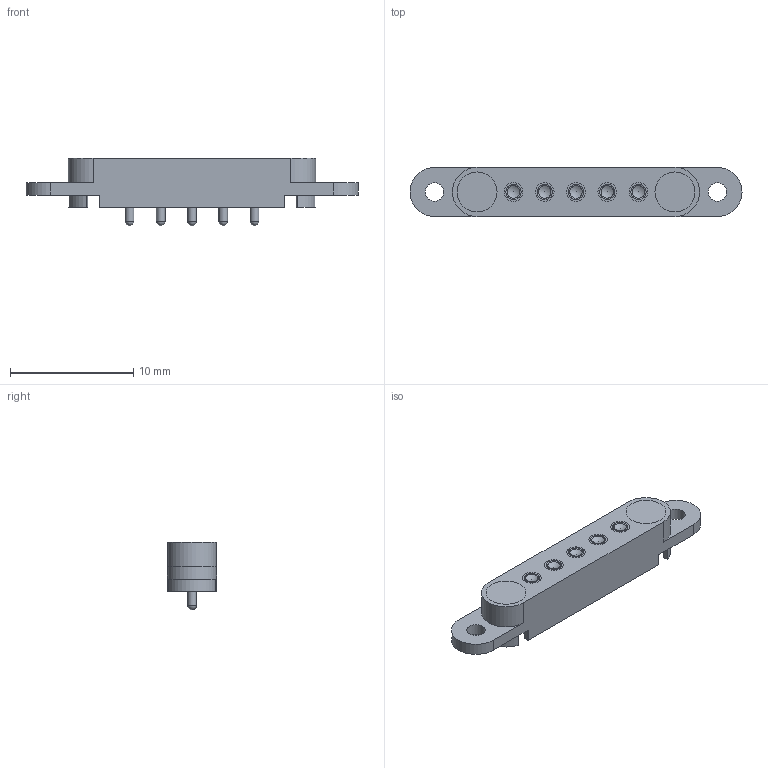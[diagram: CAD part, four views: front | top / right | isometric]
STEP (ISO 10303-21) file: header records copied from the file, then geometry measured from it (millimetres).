
FILE_DESCRIPTION(/* description */ (''),/* implementation_level */ '2;1');
FILE_NAME(/* name */ 'MagnetPogoFemale-5pin.step',/* time_stamp */ '2024-07-09T15:20:49+03:00',/* author */ (''),/* organization */ (''),/* preprocessor_version */ 'ST-DEVELOPER v20',/* originating_system */ 'Autodesk Translation Framework v13.14.0.145',/* authorisation */ '');
FILE_SCHEMA (('AUTOMOTIVE_DESIGN { 1 0 10303 214 3 1 1 }'));
Length unit declared in the file: millimetre
Products named in the file (9): PogoFemale-5pin; Case; Pin4; Magnet2; Magnet1; Pin1; Pin5; Pin2; Pin3
Assembly tree (9 placements, depth 2):
  PogoFemale-5pin
    Case
    Pin4
    Magnet2
    Magnet1
    Pin1
    Pin2  x2
    Pin5
    Pin3
Bounding box: 26.98 x 4 x 5.5 mm (x, y, z)
Volume: 271.6 mm3; surface area: 745.1 mm2
Topology: 9 solids, 9 shells, 84 faces, 192 edges, 126 vertices
Faces by surface type: plane 37, cylinder 29, bspline 12, sphere 6
Full cylindrical faces by diameter (mm): 0.7 x6, 1.5 x2, 1.51 x11, 3.25 x4
Entity records: 3535 total; most frequent: CARTESIAN_POINT 1503, DIRECTION 386, ORIENTED_EDGE 336, EDGE_CURVE 168, AXIS2_PLACEMENT_3D 153, VERTEX_POINT 117, EDGE_LOOP 105, LINE 80
